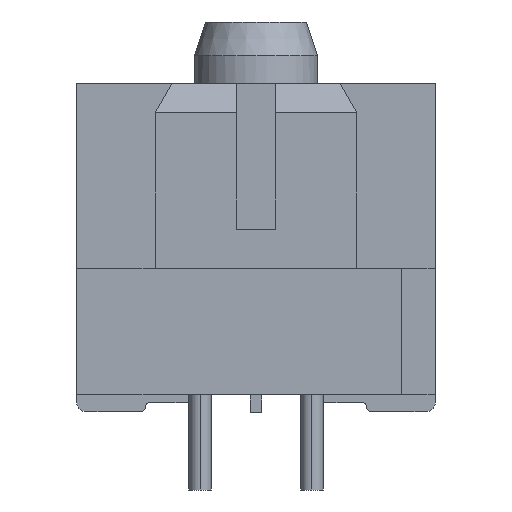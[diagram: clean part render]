
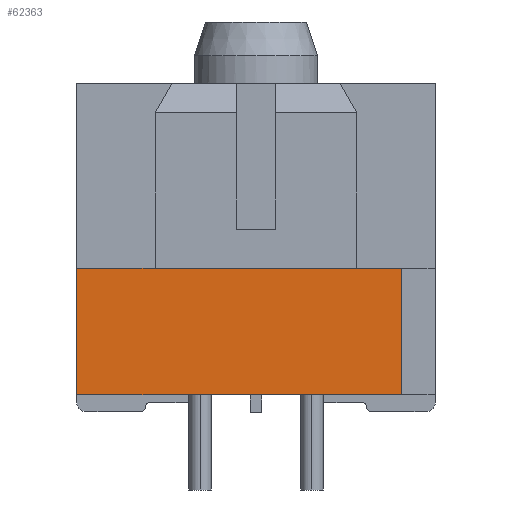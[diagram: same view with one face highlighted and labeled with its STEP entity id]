
A CAD part, left-side view. The second image highlights one B-rep face of the part: STEP entity #62363.
In plain terms, the highlighted planar face has unit normal (-1, 0, 0).
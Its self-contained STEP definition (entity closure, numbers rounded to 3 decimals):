
#62155=CARTESIAN_POINT('',(-27.775,-3.302,0.381));
#62156=VERTEX_POINT('',#62155);
#62157=CARTESIAN_POINT('',(-27.775,-3.302,3.251));
#62158=VERTEX_POINT('',#62157);
#62159=CARTESIAN_POINT('',(-27.775,-3.302,0.381));
#62160=DIRECTION('',(0.0,0.0,1.0));
#62161=VECTOR('',#62160,2.87);
#62162=LINE('',#62159,#62161);
#62163=EDGE_CURVE('',#62156,#62158,#62162,.T.);
#62244=CARTESIAN_POINT('',(-27.775,4.064,3.251));
#62245=VERTEX_POINT('',#62244);
#62252=CARTESIAN_POINT('',(-27.775,4.064,3.251));
#62253=DIRECTION('',(0.0,-1.0,0.0));
#62254=VECTOR('',#62253,7.366);
#62255=LINE('',#62252,#62254);
#62256=EDGE_CURVE('',#62245,#62158,#62255,.T.);
#62291=CARTESIAN_POINT('',(-27.775,4.064,0.381));
#62292=VERTEX_POINT('',#62291);
#62293=CARTESIAN_POINT('',(-27.775,-3.302,0.381));
#62294=DIRECTION('',(0.0,1.0,0.0));
#62295=VECTOR('',#62294,7.366);
#62296=LINE('',#62293,#62295);
#62297=EDGE_CURVE('',#62156,#62292,#62296,.T.);
#62340=CARTESIAN_POINT('',(-27.775,4.064,0.381));
#62341=DIRECTION('',(0.0,0.0,1.0));
#62342=VECTOR('',#62341,2.87);
#62343=LINE('',#62340,#62342);
#62344=EDGE_CURVE('',#62292,#62245,#62343,.T.);
#62352=CARTESIAN_POINT('',(-27.775,0.,1.816));
#62353=DIRECTION('',(1.0,0.0,0.0));
#62354=DIRECTION('',(0.0,0.0,-1.0));
#62355=AXIS2_PLACEMENT_3D('',#62352,#62353,#62354);
#62356=PLANE('',#62355);
#62357=ORIENTED_EDGE('',*,*,#62163,.T.);
#62358=ORIENTED_EDGE('',*,*,#62256,.F.);
#62359=ORIENTED_EDGE('',*,*,#62344,.F.);
#62360=ORIENTED_EDGE('',*,*,#62297,.F.);
#62361=EDGE_LOOP('',(#62357,#62358,#62359,#62360));
#62362=FACE_OUTER_BOUND('',#62361,.T.);
#62363=ADVANCED_FACE('',(#62362),#62356,.F.);
